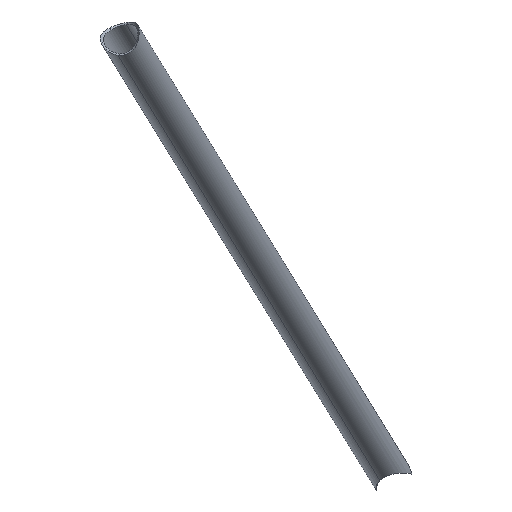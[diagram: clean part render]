
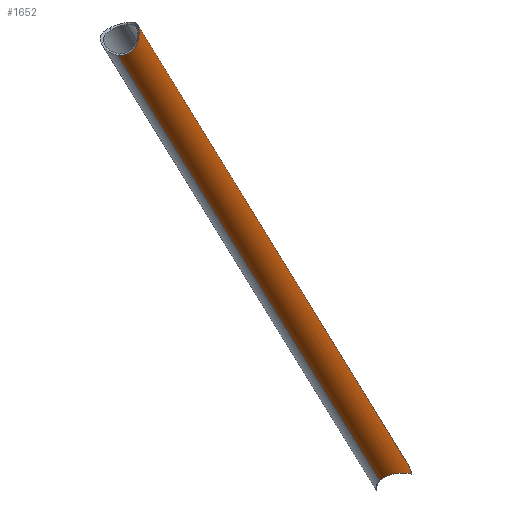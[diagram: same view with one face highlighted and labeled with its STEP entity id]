
A CAD part, left-side view. The second image highlights one B-rep face of the part: STEP entity #1652.
In plain terms, the highlighted cylindrical face has radius 12.5 mm (diameter 25 mm), a partial arc.
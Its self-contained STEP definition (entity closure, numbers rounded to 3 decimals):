
#63=CARTESIAN_POINT('Vertex',(-1465.64,-331.493,177.942)) ;
#67=CARTESIAN_POINT('Control Point',(-1464.372,-321.287,173.512)) ;
#68=CARTESIAN_POINT('Control Point',(-1465.124,-321.63,173.843)) ;
#69=CARTESIAN_POINT('Control Point',(-1465.847,-322.023,174.187)) ;
#70=CARTESIAN_POINT('Control Point',(-1466.536,-322.481,174.55)) ;
#71=CARTESIAN_POINT('Control Point',(-1467.444,-323.269,175.103)) ;
#72=CARTESIAN_POINT('Control Point',(-1468.086,-324.259,175.668)) ;
#73=CARTESIAN_POINT('Control Point',(-1468.257,-324.594,175.848)) ;
#74=CARTESIAN_POINT('Control Point',(-1468.542,-325.371,176.234)) ;
#75=CARTESIAN_POINT('Control Point',(-1468.613,-326.21,176.59)) ;
#76=CARTESIAN_POINT('Control Point',(-1468.583,-326.674,176.768)) ;
#77=CARTESIAN_POINT('Control Point',(-1468.369,-327.745,177.142)) ;
#78=CARTESIAN_POINT('Control Point',(-1467.884,-328.759,177.423)) ;
#79=CARTESIAN_POINT('Control Point',(-1467.541,-329.311,177.556)) ;
#80=CARTESIAN_POINT('Control Point',(-1466.969,-330.089,177.719)) ;
#81=CARTESIAN_POINT('Control Point',(-1466.321,-330.811,177.842)) ;
#82=CARTESIAN_POINT('Control Point',(-1466.1,-331.044,177.879)) ;
#83=CARTESIAN_POINT('Control Point',(-1465.873,-331.271,177.912)) ;
#84=CARTESIAN_POINT('Control Point',(-1465.64,-331.493,177.942)) ;
#85=CARTESIAN_POINT('Vertex',(-1464.372,-321.287,173.512)) ;
#196=CARTESIAN_POINT('Vertex',(-1446.581,-340.914,177.579)) ;
#200=CARTESIAN_POINT('Control Point',(-1446.581,-340.914,177.579)) ;
#201=CARTESIAN_POINT('Control Point',(-1447.726,-340.615,177.61)) ;
#202=CARTESIAN_POINT('Control Point',(-1448.861,-340.282,177.658)) ;
#203=CARTESIAN_POINT('Control Point',(-1449.989,-339.92,177.713)) ;
#204=CARTESIAN_POINT('Control Point',(-1452.845,-338.929,177.865)) ;
#205=CARTESIAN_POINT('Control Point',(-1455.636,-337.766,178.014)) ;
#206=CARTESIAN_POINT('Control Point',(-1457.296,-337.,178.09)) ;
#207=CARTESIAN_POINT('Control Point',(-1460.069,-335.578,178.181)) ;
#208=CARTESIAN_POINT('Control Point',(-1462.693,-333.898,178.158)) ;
#209=CARTESIAN_POINT('Control Point',(-1463.728,-333.165,178.124)) ;
#210=CARTESIAN_POINT('Control Point',(-1464.725,-332.369,178.058)) ;
#211=CARTESIAN_POINT('Control Point',(-1465.64,-331.493,177.942)) ;
#785=CARTESIAN_POINT('Vertex',(-1448.708,-336.926,186.195)) ;
#789=CARTESIAN_POINT('Control Point',(-1448.708,-336.926,186.195)) ;
#790=CARTESIAN_POINT('Control Point',(-1448.517,-338.045,184.639)) ;
#791=CARTESIAN_POINT('Control Point',(-1448.146,-338.989,182.945)) ;
#792=CARTESIAN_POINT('Control Point',(-1447.677,-339.774,181.201)) ;
#793=CARTESIAN_POINT('Control Point',(-1447.138,-340.425,179.411)) ;
#794=CARTESIAN_POINT('Control Point',(-1446.581,-340.914,177.579)) ;
#1391=CARTESIAN_POINT('Vertex',(-1445.906,-328.124,191.106)) ;
#1395=CARTESIAN_POINT('Control Point',(-1445.906,-328.124,191.106)) ;
#1396=CARTESIAN_POINT('Control Point',(-1446.304,-328.629,191.217)) ;
#1397=CARTESIAN_POINT('Control Point',(-1446.684,-329.158,191.272)) ;
#1398=CARTESIAN_POINT('Control Point',(-1447.038,-329.708,191.261)) ;
#1399=CARTESIAN_POINT('Control Point',(-1447.705,-330.885,191.089)) ;
#1400=CARTESIAN_POINT('Control Point',(-1448.194,-332.061,190.625)) ;
#1401=CARTESIAN_POINT('Control Point',(-1448.395,-332.661,190.309)) ;
#1402=CARTESIAN_POINT('Control Point',(-1448.744,-333.998,189.443)) ;
#1403=CARTESIAN_POINT('Control Point',(-1448.852,-335.188,188.336)) ;
#1404=CARTESIAN_POINT('Control Point',(-1448.85,-335.814,187.652)) ;
#1405=CARTESIAN_POINT('Control Point',(-1448.799,-336.392,186.937)) ;
#1406=CARTESIAN_POINT('Control Point',(-1448.708,-336.926,186.195)) ;
#1465=CARTESIAN_POINT('Vertex',(-1897.334,-173.744,450.059)) ;
#1469=CARTESIAN_POINT('Control Point',(-1897.334,-173.744,450.059)) ;
#1470=CARTESIAN_POINT('Control Point',(-1897.098,-173.696,450.423)) ;
#1471=CARTESIAN_POINT('Control Point',(-1896.829,-173.641,450.765)) ;
#1472=CARTESIAN_POINT('Control Point',(-1896.527,-173.58,451.078)) ;
#1473=CARTESIAN_POINT('Control Point',(-1895.845,-173.442,451.675)) ;
#1474=CARTESIAN_POINT('Control Point',(-1895.084,-173.276,452.161)) ;
#1475=CARTESIAN_POINT('Control Point',(-1894.672,-173.182,452.388)) ;
#1476=CARTESIAN_POINT('Control Point',(-1893.665,-172.936,452.877)) ;
#1477=CARTESIAN_POINT('Control Point',(-1892.623,-172.638,453.256)) ;
#1478=CARTESIAN_POINT('Control Point',(-1892.013,-172.445,453.447)) ;
#1479=CARTESIAN_POINT('Control Point',(-1890.725,-171.993,453.798)) ;
#1480=CARTESIAN_POINT('Control Point',(-1889.453,-171.439,454.05)) ;
#1481=CARTESIAN_POINT('Control Point',(-1888.793,-171.118,454.159)) ;
#1482=CARTESIAN_POINT('Control Point',(-1887.082,-170.182,454.385)) ;
#1483=CARTESIAN_POINT('Control Point',(-1885.5,-169.012,454.452)) ;
#1484=CARTESIAN_POINT('Control Point',(-1884.587,-168.187,454.433)) ;
#1485=CARTESIAN_POINT('Control Point',(-1883.781,-167.261,454.347)) ;
#1486=CARTESIAN_POINT('Control Point',(-1883.117,-166.251,454.193)) ;
#1487=CARTESIAN_POINT('Vertex',(-1883.117,-166.251,454.193)) ;
#1605=CARTESIAN_POINT('Axis2P3D Location',(-1665.68,-246.755,309.)) ;
#1610=CARTESIAN_POINT('Line Origine',(-1671.441,-244.622,298.114)) ;
#1614=CARTESIAN_POINT('Vertex',(-1897.322,-160.992,434.036)) ;
#1617=CARTESIAN_POINT('Line Origine',(-1659.919,-248.888,319.886)) ;
#1623=CARTESIAN_POINT('Control Point',(-1897.334,-173.744,450.059)) ;
#1624=CARTESIAN_POINT('Control Point',(-1897.61,-173.798,449.637)) ;
#1625=CARTESIAN_POINT('Control Point',(-1897.843,-173.842,449.186)) ;
#1626=CARTESIAN_POINT('Control Point',(-1898.034,-173.874,448.714)) ;
#1627=CARTESIAN_POINT('Control Point',(-1898.369,-173.909,447.688)) ;
#1628=CARTESIAN_POINT('Control Point',(-1898.579,-173.874,446.629)) ;
#1629=CARTESIAN_POINT('Control Point',(-1898.663,-173.834,446.065)) ;
#1630=CARTESIAN_POINT('Control Point',(-1898.848,-173.653,444.424)) ;
#1631=CARTESIAN_POINT('Control Point',(-1898.888,-173.277,442.801)) ;
#1632=CARTESIAN_POINT('Control Point',(-1898.878,-172.941,441.76)) ;
#1633=CARTESIAN_POINT('Control Point',(-1898.775,-171.817,439.137)) ;
#1634=CARTESIAN_POINT('Control Point',(-1898.517,-170.04,436.886)) ;
#1635=CARTESIAN_POINT('Control Point',(-1898.324,-168.685,435.712)) ;
#1636=CARTESIAN_POINT('Control Point',(-1898.004,-166.309,434.432)) ;
#1637=CARTESIAN_POINT('Control Point',(-1897.668,-163.696,433.959)) ;
#1638=CARTESIAN_POINT('Control Point',(-1897.553,-162.791,433.894)) ;
#1639=CARTESIAN_POINT('Control Point',(-1897.438,-161.886,433.922)) ;
#1640=CARTESIAN_POINT('Control Point',(-1897.322,-160.992,434.036)) ;
#1606=DIRECTION('Axis2P3D Direction',(0.817,-0.302,-0.491)) ;
#1607=DIRECTION('Axis2P3D XDirection',(0.461,-0.171,0.871)) ;
#1611=DIRECTION('Vector Direction',(0.817,-0.302,-0.491)) ;
#1618=DIRECTION('Vector Direction',(0.817,-0.302,-0.491)) ;
#1608=AXIS2_PLACEMENT_3D('Cylinder Axis2P3D',#1605,#1606,#1607) ;
#1643=ORIENTED_EDGE('',*,*,#1616,.T.) ;
#1644=ORIENTED_EDGE('',*,*,#87,.T.) ;
#1645=ORIENTED_EDGE('',*,*,#212,.F.) ;
#1646=ORIENTED_EDGE('',*,*,#795,.F.) ;
#1647=ORIENTED_EDGE('',*,*,#1407,.F.) ;
#1648=ORIENTED_EDGE('',*,*,#1621,.F.) ;
#1649=ORIENTED_EDGE('',*,*,#1489,.F.) ;
#1650=ORIENTED_EDGE('',*,*,#1641,.T.) ;
#1612=VECTOR('Line Direction',#1611,1.) ;
#1619=VECTOR('Line Direction',#1618,1.) ;
#1652=ADVANCED_FACE('Corps principal',(#1651),#1609,.T.) ;
#66=B_SPLINE_CURVE_WITH_KNOTS('',5,(#67,#68,#69,#70,#71,#72,#73,#74,#75,#76,#77,#78,#79,#80,#81,#82,#83,#84),.UNSPECIFIED.,.F.,.U.,(6,3,3,3,3,6),(0.,6.293,9.221,12.705,17.332,19.615),.UNSPECIFIED.) ;
#199=B_SPLINE_CURVE_WITH_KNOTS('',5,(#200,#201,#202,#203,#204,#205,#206,#207,#208,#209,#210,#211),.UNSPECIFIED.,.F.,.U.,(6,3,3,6),(13.14,21.517,34.533,43.525),.UNSPECIFIED.) ;
#788=B_SPLINE_CURVE_WITH_KNOTS('',5,(#789,#790,#791,#792,#793,#794),.UNSPECIFIED.,.F.,.U.,(6,6),(0.,14.031),.UNSPECIFIED.) ;
#1394=B_SPLINE_CURVE_WITH_KNOTS('',5,(#1395,#1396,#1397,#1398,#1399,#1400,#1401,#1402,#1403,#1404,#1405,#1406),.UNSPECIFIED.,.F.,.U.,(6,3,3,6),(0.,4.604,9.651,16.34),.UNSPECIFIED.) ;
#1468=B_SPLINE_CURVE_WITH_KNOTS('',5,(#1469,#1470,#1471,#1472,#1473,#1474,#1475,#1476,#1477,#1478,#1479,#1480,#1481,#1482,#1483,#1484,#1485,#1486),.UNSPECIFIED.,.F.,.U.,(6,3,3,3,3,6),(2.995,6.082,9.463,14.18,19.419,28.034),.UNSPECIFIED.) ;
#1622=B_SPLINE_CURVE_WITH_KNOTS('',5,(#1623,#1624,#1625,#1626,#1627,#1628,#1629,#1630,#1631,#1632,#1633,#1634,#1635,#1636,#1637,#1638,#1639,#1640),.UNSPECIFIED.,.F.,.U.,(6,3,3,3,3,6),(2.965,6.549,10.584,18.279,30.667,37.093),.UNSPECIFIED.) ;
#1609=CYLINDRICAL_SURFACE('generated cylinder',#1608,12.5) ;
#87=EDGE_CURVE('',#86,#64,#66,.T.) ;
#212=EDGE_CURVE('',#197,#64,#199,.T.) ;
#795=EDGE_CURVE('',#786,#197,#788,.T.) ;
#1407=EDGE_CURVE('',#1392,#786,#1394,.T.) ;
#1489=EDGE_CURVE('',#1466,#1488,#1468,.T.) ;
#1616=EDGE_CURVE('',#1615,#86,#1613,.T.) ;
#1621=EDGE_CURVE('',#1488,#1392,#1620,.T.) ;
#1641=EDGE_CURVE('',#1466,#1615,#1622,.T.) ;
#1642=EDGE_LOOP('',(#1643,#1644,#1645,#1646,#1647,#1648,#1649,#1650)) ;
#1651=FACE_OUTER_BOUND('',#1642,.T.) ;
#1613=LINE('Line',#1610,#1612) ;
#1620=LINE('Line',#1617,#1619) ;
#64=VERTEX_POINT('',#63) ;
#86=VERTEX_POINT('',#85) ;
#197=VERTEX_POINT('',#196) ;
#786=VERTEX_POINT('',#785) ;
#1392=VERTEX_POINT('',#1391) ;
#1466=VERTEX_POINT('',#1465) ;
#1488=VERTEX_POINT('',#1487) ;
#1615=VERTEX_POINT('',#1614) ;
